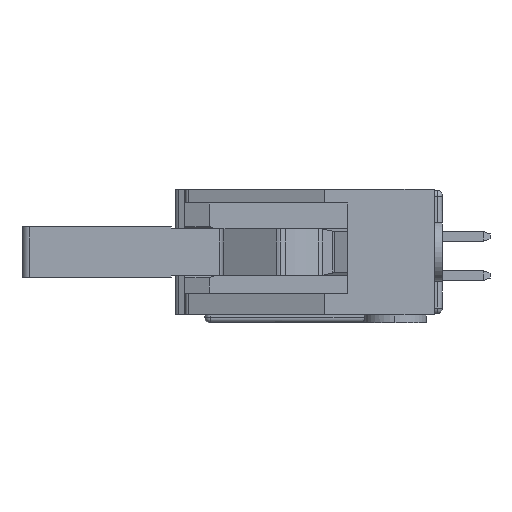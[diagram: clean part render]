
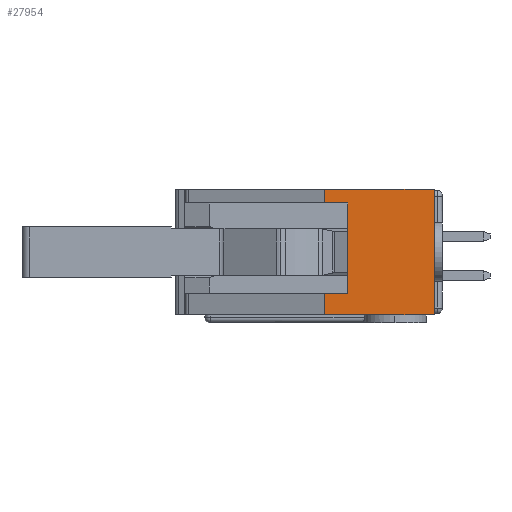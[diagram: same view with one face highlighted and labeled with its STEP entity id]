
A CAD part, left-side view. The second image highlights one B-rep face of the part: STEP entity #27954.
In plain terms, the highlighted planar face has unit normal (-1, 0, 0).
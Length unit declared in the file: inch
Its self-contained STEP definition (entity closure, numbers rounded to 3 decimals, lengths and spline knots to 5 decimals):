
#788 = DIRECTION ( 'NONE',  ( 0., 0., -1. ) ) ;
#972 = ORIENTED_EDGE ( 'NONE', *, *, #28997, .T. ) ;
#1474 = LINE ( 'NONE', #27421, #26766 ) ;
#1686 = VECTOR ( 'NONE', #27093, 39.37008 ) ;
#2296 = VERTEX_POINT ( 'NONE', #10911 ) ;
#3519 = PLANE ( 'NONE',  #20165 ) ;
#3764 = DIRECTION ( 'NONE',  ( 0., -1., 0. ) ) ;
#6097 = VERTEX_POINT ( 'NONE', #36351 ) ;
#7154 = ORIENTED_EDGE ( 'NONE', *, *, #19747, .F. ) ;
#8077 = EDGE_LOOP ( 'NONE', ( #36259, #13598, #30427, #9362, #7154, #17131, #972, #12296 ) ) ;
#8260 = DIRECTION ( 'NONE',  ( 0., 0., -1. ) ) ;
#8374 = CARTESIAN_POINT ( 'NONE',  ( -1.23, 0.422, -0.105 ) ) ;
#8888 = DIRECTION ( 'NONE',  ( 0., 0., -1. ) ) ;
#9005 = CARTESIAN_POINT ( 'NONE',  ( -1.23, 0.422, 0.16 ) ) ;
#9299 = VECTOR ( 'NONE', #26913, 39.37008 ) ;
#9362 = ORIENTED_EDGE ( 'NONE', *, *, #24011, .T. ) ;
#9530 = LINE ( 'NONE', #18867, #1686 ) ;
#10393 = LINE ( 'NONE', #15064, #16792 ) ;
#10879 = CARTESIAN_POINT ( 'NONE',  ( -1.23, 0.422, -0.16 ) ) ;
#10911 = CARTESIAN_POINT ( 'NONE',  ( -1.23, 0.362, -0.105 ) ) ;
#11053 = LINE ( 'NONE', #9005, #21622 ) ;
#11103 = CARTESIAN_POINT ( 'NONE',  ( -1.23, 0.422, 0.16 ) ) ;
#11852 = EDGE_CURVE ( 'NONE', #26022, #27173, #9530, .T. ) ;
#12296 = ORIENTED_EDGE ( 'NONE', *, *, #22530, .T. ) ;
#12426 = VERTEX_POINT ( 'NONE', #8374 ) ;
#13598 = ORIENTED_EDGE ( 'NONE', *, *, #29250, .F. ) ;
#14818 = VERTEX_POINT ( 'NONE', #37027 ) ;
#15064 = CARTESIAN_POINT ( 'NONE',  ( -1.23, 0.122, 0.16 ) ) ;
#15577 = DIRECTION ( 'NONE',  ( 1., 0., 0. ) ) ;
#15742 = LINE ( 'NONE', #32692, #9299 ) ;
#16252 = EDGE_CURVE ( 'NONE', #16576, #24682, #10393, .T. ) ;
#16576 = VERTEX_POINT ( 'NONE', #28266 ) ;
#16792 = VECTOR ( 'NONE', #3764, 39.37008 ) ;
#17131 = ORIENTED_EDGE ( 'NONE', *, *, #19698, .F. ) ;
#17870 = CARTESIAN_POINT ( 'NONE',  ( -1.23, -0.15818, -0.105 ) ) ;
#18867 = CARTESIAN_POINT ( 'NONE',  ( -1.23, 0.122, -0.16 ) ) ;
#19175 = VECTOR ( 'NONE', #8260, 39.37008 ) ;
#19274 = DIRECTION ( 'NONE',  ( 0., 0., -1. ) ) ;
#19698 = EDGE_CURVE ( 'NONE', #2296, #6097, #1474, .T. ) ;
#19747 = EDGE_CURVE ( 'NONE', #6097, #14818, #15742, .T. ) ;
#20165 = AXIS2_PLACEMENT_3D ( 'NONE', #35876, #15577, #788 ) ;
#21007 = DIRECTION ( 'NONE',  ( 0., 0., 1. ) ) ;
#21180 = LINE ( 'NONE', #25184, #22112 ) ;
#21255 = FACE_OUTER_BOUND ( 'NONE', #8077, .T. ) ;
#21622 = VECTOR ( 'NONE', #8888, 39.37008 ) ;
#22112 = VECTOR ( 'NONE', #19274, 39.37008 ) ;
#22530 = EDGE_CURVE ( 'NONE', #12426, #26022, #34322, .T. ) ;
#22578 = VECTOR ( 'NONE', #23917, 39.37008 ) ;
#23917 = DIRECTION ( 'NONE',  ( 0., 1., 0. ) ) ;
#24011 = EDGE_CURVE ( 'NONE', #16576, #14818, #11053, .T. ) ;
#24682 = VERTEX_POINT ( 'NONE', #28332 ) ;
#25184 = CARTESIAN_POINT ( 'NONE',  ( -1.23, 0.142, 0. ) ) ;
#26022 = VERTEX_POINT ( 'NONE', #10879 ) ;
#26766 = VECTOR ( 'NONE', #21007, 39.37008 ) ;
#26913 = DIRECTION ( 'NONE',  ( 0., 1., 0. ) ) ;
#27093 = DIRECTION ( 'NONE',  ( 0., -1., 0. ) ) ;
#27173 = VERTEX_POINT ( 'NONE', #37372 ) ;
#27421 = CARTESIAN_POINT ( 'NONE',  ( -1.23, 0.362, 0. ) ) ;
#27954 = ADVANCED_FACE ( 'NONE', ( #21255 ), #3519, .F. ) ;
#28266 = CARTESIAN_POINT ( 'NONE',  ( -1.23, 0.422, 0.16 ) ) ;
#28332 = CARTESIAN_POINT ( 'NONE',  ( -1.23, 0.142, 0.16 ) ) ;
#28997 = EDGE_CURVE ( 'NONE', #2296, #12426, #35428, .T. ) ;
#29250 = EDGE_CURVE ( 'NONE', #24682, #27173, #21180, .T. ) ;
#30427 = ORIENTED_EDGE ( 'NONE', *, *, #16252, .F. ) ;
#32692 = CARTESIAN_POINT ( 'NONE',  ( -1.23, -0.15818, 0.125 ) ) ;
#34322 = LINE ( 'NONE', #11103, #19175 ) ;
#35428 = LINE ( 'NONE', #17870, #22578 ) ;
#35876 = CARTESIAN_POINT ( 'NONE',  ( -1.23, 0.122, 0.16 ) ) ;
#36259 = ORIENTED_EDGE ( 'NONE', *, *, #11852, .T. ) ;
#36351 = CARTESIAN_POINT ( 'NONE',  ( -1.23, 0.362, 0.125 ) ) ;
#37027 = CARTESIAN_POINT ( 'NONE',  ( -1.23, 0.422, 0.125 ) ) ;
#37372 = CARTESIAN_POINT ( 'NONE',  ( -1.23, 0.142, -0.16 ) ) ;
